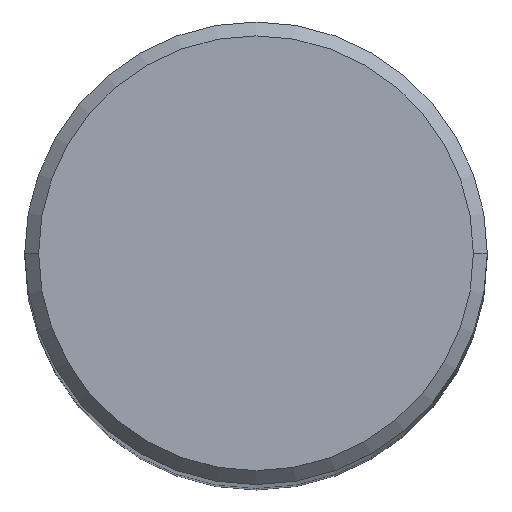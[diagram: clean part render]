
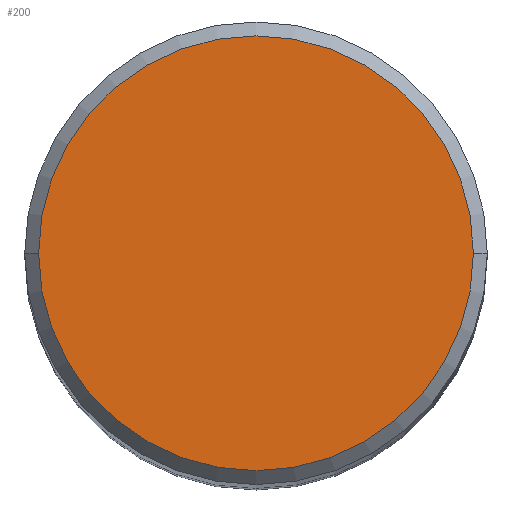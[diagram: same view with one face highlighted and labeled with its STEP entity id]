
A CAD part, top view. The second image highlights one B-rep face of the part: STEP entity #200.
In plain terms, the highlighted planar face has unit normal (0, 0, 1).
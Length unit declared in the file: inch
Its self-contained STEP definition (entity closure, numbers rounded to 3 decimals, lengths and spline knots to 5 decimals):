
#1 = VERTEX_POINT ( 'NONE', #166 ) ;
#19 = ORIENTED_EDGE ( 'NONE', *, *, #177, .T. ) ;
#25 = CIRCLE ( 'NONE', #282, 0.235 ) ;
#53 = CIRCLE ( 'NONE', #110, 0.235 ) ;
#65 = VERTEX_POINT ( 'NONE', #229 ) ;
#75 = EDGE_CURVE ( 'NONE', #65, #1, #53, .T. ) ;
#90 = FACE_OUTER_BOUND ( 'NONE', #151, .T. ) ;
#108 = DIRECTION ( 'NONE',  ( 1., 0., 0. ) ) ;
#110 = AXIS2_PLACEMENT_3D ( 'NONE', #191, #281, #228 ) ;
#119 = CARTESIAN_POINT ( 'NONE',  ( 0., 0., 3.5 ) ) ;
#151 = EDGE_LOOP ( 'NONE', ( #255, #19 ) ) ;
#166 = CARTESIAN_POINT ( 'NONE',  ( 0.235, 0., 3.5 ) ) ;
#177 = EDGE_CURVE ( 'NONE', #1, #65, #25, .T. ) ;
#191 = CARTESIAN_POINT ( 'NONE',  ( 0., 0., 3.5 ) ) ;
#199 = CARTESIAN_POINT ( 'NONE',  ( 0., 0., 3.5 ) ) ;
#200 = ADVANCED_FACE ( 'NONE', ( #90 ), #261, .T. ) ;
#228 = DIRECTION ( 'NONE',  ( 1., 0., 0. ) ) ;
#229 = CARTESIAN_POINT ( 'NONE',  ( -0.235, 0., 3.5 ) ) ;
#235 = AXIS2_PLACEMENT_3D ( 'NONE', #199, #296, #108 ) ;
#242 = DIRECTION ( 'NONE',  ( 1., 0., 0. ) ) ;
#255 = ORIENTED_EDGE ( 'NONE', *, *, #75, .T. ) ;
#261 = PLANE ( 'NONE',  #235 ) ;
#281 = DIRECTION ( 'NONE',  ( 0., 0., 1. ) ) ;
#282 = AXIS2_PLACEMENT_3D ( 'NONE', #119, #292, #242 ) ;
#292 = DIRECTION ( 'NONE',  ( 0., 0., 1. ) ) ;
#296 = DIRECTION ( 'NONE',  ( 0., 0., 1. ) ) ;
